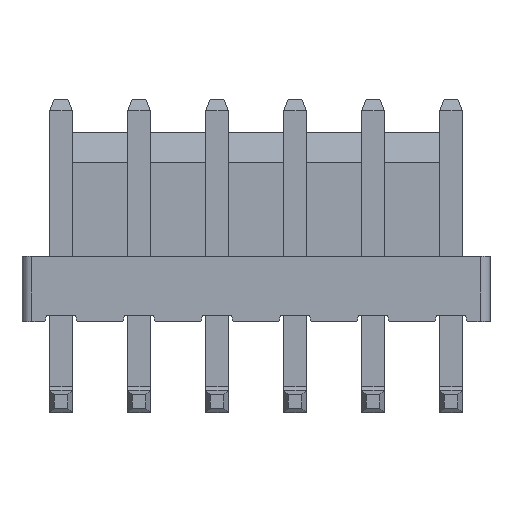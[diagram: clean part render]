
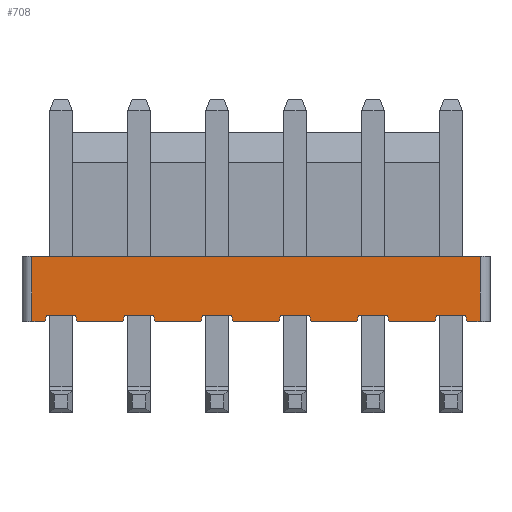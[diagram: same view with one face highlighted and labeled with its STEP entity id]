
A CAD part, top view. The second image highlights one B-rep face of the part: STEP entity #708.
In plain terms, the highlighted planar face has unit normal (0, 0, 1).
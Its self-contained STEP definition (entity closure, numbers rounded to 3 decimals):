
#35=CARTESIAN_POINT('',(5.11,0.,0.));
#36=VERTEX_POINT('',#35);
#37=CARTESIAN_POINT('',(2.81,0.,0.));
#38=VERTEX_POINT('',#37);
#39=CARTESIAN_POINT('',(5.11,0.,0.));
#40=DIRECTION('',(-1.,0.,0.));
#41=VECTOR('',#40,2.3);
#42=LINE('',#39,#41);
#43=EDGE_CURVE('',#36,#38,#42,.T.);
#109=CARTESIAN_POINT('',(9.07,0.,0.));
#110=VERTEX_POINT('',#109);
#111=CARTESIAN_POINT('',(6.77,0.,0.));
#112=VERTEX_POINT('',#111);
#113=CARTESIAN_POINT('',(9.07,0.,0.));
#114=DIRECTION('',(-1.,0.,0.));
#115=VECTOR('',#114,2.3);
#116=LINE('',#113,#115);
#117=EDGE_CURVE('',#110,#112,#116,.T.);
#183=CARTESIAN_POINT('',(13.03,0.,0.));
#184=VERTEX_POINT('',#183);
#185=CARTESIAN_POINT('',(10.73,0.,0.));
#186=VERTEX_POINT('',#185);
#187=CARTESIAN_POINT('',(13.03,0.,0.));
#188=DIRECTION('',(-1.,0.,0.));
#189=VECTOR('',#188,2.3);
#190=LINE('',#187,#189);
#191=EDGE_CURVE('',#184,#186,#190,.T.);
#257=CARTESIAN_POINT('',(16.99,0.,0.));
#258=VERTEX_POINT('',#257);
#259=CARTESIAN_POINT('',(14.69,0.,0.));
#260=VERTEX_POINT('',#259);
#261=CARTESIAN_POINT('',(16.99,0.,0.));
#262=DIRECTION('',(-1.,0.,0.));
#263=VECTOR('',#262,2.3);
#264=LINE('',#261,#263);
#265=EDGE_CURVE('',#258,#260,#264,.T.);
#331=CARTESIAN_POINT('',(20.95,0.,0.));
#332=VERTEX_POINT('',#331);
#333=CARTESIAN_POINT('',(18.65,0.,0.));
#334=VERTEX_POINT('',#333);
#335=CARTESIAN_POINT('',(20.95,0.,0.));
#336=DIRECTION('',(-1.,0.,0.));
#337=VECTOR('',#336,2.3);
#338=LINE('',#335,#337);
#339=EDGE_CURVE('',#332,#334,#338,.T.);
#432=CARTESIAN_POINT('',(1.15,0.,0.));
#433=VERTEX_POINT('',#432);
#440=CARTESIAN_POINT('',(0.5,0.,0.));
#441=VERTEX_POINT('',#440);
#442=CARTESIAN_POINT('',(1.15,0.,0.));
#443=DIRECTION('',(-1.,0.,0.));
#444=VECTOR('',#443,0.65);
#445=LINE('',#442,#444);
#446=EDGE_CURVE('',#433,#441,#445,.T.);
#463=CARTESIAN_POINT('',(23.26,0.,0.));
#464=VERTEX_POINT('',#463);
#465=CARTESIAN_POINT('',(22.61,0.,0.));
#466=VERTEX_POINT('',#465);
#467=CARTESIAN_POINT('',(23.26,0.,0.));
#468=DIRECTION('',(-1.,0.,0.));
#469=VECTOR('',#468,0.65);
#470=LINE('',#467,#469);
#471=EDGE_CURVE('',#464,#466,#470,.T.);
#530=CARTESIAN_POINT('',(5.2,0.3,0.));
#531=VERTEX_POINT('',#530);
#538=CARTESIAN_POINT('',(5.2,0.3,0.));
#539=DIRECTION('',(-0.287,-0.958,0.));
#540=VECTOR('',#539,0.313);
#541=LINE('',#538,#540);
#542=EDGE_CURVE('',#531,#36,#541,.T.);
#547=CARTESIAN_POINT('',(0.,0.,0.));
#548=DIRECTION('',(1.,0.,0.));
#549=DIRECTION('',(0.,0.,1.));
#550=AXIS2_PLACEMENT_3D('',#547,#549,#548);
#551=PLANE('',#550);
#552=ORIENTED_EDGE('',*,*,#446,.F.);
#553=CARTESIAN_POINT('',(1.24,0.3,0.));
#554=VERTEX_POINT('',#553);
#555=CARTESIAN_POINT('',(1.15,0.,0.));
#556=DIRECTION('',(0.287,0.958,0.));
#557=VECTOR('',#556,0.313);
#558=LINE('',#555,#557);
#559=EDGE_CURVE('',#433,#554,#558,.T.);
#560=ORIENTED_EDGE('',*,*,#559,.T.);
#561=CARTESIAN_POINT('',(2.72,0.3,0.));
#562=VERTEX_POINT('',#561);
#563=CARTESIAN_POINT('',(1.24,0.3,0.));
#564=DIRECTION('',(1.,0.,0.));
#565=VECTOR('',#564,1.48);
#566=LINE('',#563,#565);
#567=EDGE_CURVE('',#554,#562,#566,.T.);
#568=ORIENTED_EDGE('',*,*,#567,.T.);
#569=CARTESIAN_POINT('',(2.72,0.3,0.));
#570=DIRECTION('',(0.287,-0.958,0.));
#571=VECTOR('',#570,0.313);
#572=LINE('',#569,#571);
#573=EDGE_CURVE('',#562,#38,#572,.T.);
#574=ORIENTED_EDGE('',*,*,#573,.T.);
#575=ORIENTED_EDGE('',*,*,#43,.F.);
#576=ORIENTED_EDGE('',*,*,#542,.F.);
#577=CARTESIAN_POINT('',(6.68,0.3,0.));
#578=VERTEX_POINT('',#577);
#579=CARTESIAN_POINT('',(5.2,0.3,0.));
#580=DIRECTION('',(1.,0.,0.));
#581=VECTOR('',#580,1.48);
#582=LINE('',#579,#581);
#583=EDGE_CURVE('',#531,#578,#582,.T.);
#584=ORIENTED_EDGE('',*,*,#583,.T.);
#585=CARTESIAN_POINT('',(6.68,0.3,0.));
#586=DIRECTION('',(0.287,-0.958,0.));
#587=VECTOR('',#586,0.313);
#588=LINE('',#585,#587);
#589=EDGE_CURVE('',#578,#112,#588,.T.);
#590=ORIENTED_EDGE('',*,*,#589,.T.);
#591=ORIENTED_EDGE('',*,*,#117,.F.);
#592=CARTESIAN_POINT('',(9.16,0.3,0.));
#593=VERTEX_POINT('',#592);
#594=CARTESIAN_POINT('',(9.07,0.,0.));
#595=DIRECTION('',(0.287,0.958,0.));
#596=VECTOR('',#595,0.313);
#597=LINE('',#594,#596);
#598=EDGE_CURVE('',#110,#593,#597,.T.);
#599=ORIENTED_EDGE('',*,*,#598,.T.);
#600=CARTESIAN_POINT('',(10.64,0.3,0.));
#601=VERTEX_POINT('',#600);
#602=CARTESIAN_POINT('',(9.16,0.3,0.));
#603=DIRECTION('',(1.,0.,0.));
#604=VECTOR('',#603,1.48);
#605=LINE('',#602,#604);
#606=EDGE_CURVE('',#593,#601,#605,.T.);
#607=ORIENTED_EDGE('',*,*,#606,.T.);
#608=CARTESIAN_POINT('',(10.64,0.3,0.));
#609=DIRECTION('',(0.287,-0.958,0.));
#610=VECTOR('',#609,0.313);
#611=LINE('',#608,#610);
#612=EDGE_CURVE('',#601,#186,#611,.T.);
#613=ORIENTED_EDGE('',*,*,#612,.T.);
#614=ORIENTED_EDGE('',*,*,#191,.F.);
#615=CARTESIAN_POINT('',(13.12,0.3,0.));
#616=VERTEX_POINT('',#615);
#617=CARTESIAN_POINT('',(13.03,0.,0.));
#618=DIRECTION('',(0.287,0.958,0.));
#619=VECTOR('',#618,0.313);
#620=LINE('',#617,#619);
#621=EDGE_CURVE('',#184,#616,#620,.T.);
#622=ORIENTED_EDGE('',*,*,#621,.T.);
#623=CARTESIAN_POINT('',(14.6,0.3,0.));
#624=VERTEX_POINT('',#623);
#625=CARTESIAN_POINT('',(13.12,0.3,0.));
#626=DIRECTION('',(1.,0.,0.));
#627=VECTOR('',#626,1.48);
#628=LINE('',#625,#627);
#629=EDGE_CURVE('',#616,#624,#628,.T.);
#630=ORIENTED_EDGE('',*,*,#629,.T.);
#631=CARTESIAN_POINT('',(14.6,0.3,0.));
#632=DIRECTION('',(0.287,-0.958,0.));
#633=VECTOR('',#632,0.313);
#634=LINE('',#631,#633);
#635=EDGE_CURVE('',#624,#260,#634,.T.);
#636=ORIENTED_EDGE('',*,*,#635,.T.);
#637=ORIENTED_EDGE('',*,*,#265,.F.);
#638=CARTESIAN_POINT('',(17.08,0.3,0.));
#639=VERTEX_POINT('',#638);
#640=CARTESIAN_POINT('',(16.99,0.,0.));
#641=DIRECTION('',(0.287,0.958,0.));
#642=VECTOR('',#641,0.313);
#643=LINE('',#640,#642);
#644=EDGE_CURVE('',#258,#639,#643,.T.);
#645=ORIENTED_EDGE('',*,*,#644,.T.);
#646=CARTESIAN_POINT('',(18.56,0.3,0.));
#647=VERTEX_POINT('',#646);
#648=CARTESIAN_POINT('',(17.08,0.3,0.));
#649=DIRECTION('',(1.,0.,0.));
#650=VECTOR('',#649,1.48);
#651=LINE('',#648,#650);
#652=EDGE_CURVE('',#639,#647,#651,.T.);
#653=ORIENTED_EDGE('',*,*,#652,.T.);
#654=CARTESIAN_POINT('',(18.56,0.3,0.));
#655=DIRECTION('',(0.287,-0.958,0.));
#656=VECTOR('',#655,0.313);
#657=LINE('',#654,#656);
#658=EDGE_CURVE('',#647,#334,#657,.T.);
#659=ORIENTED_EDGE('',*,*,#658,.T.);
#660=ORIENTED_EDGE('',*,*,#339,.F.);
#661=CARTESIAN_POINT('',(21.04,0.3,0.));
#662=VERTEX_POINT('',#661);
#663=CARTESIAN_POINT('',(20.95,0.,0.));
#664=DIRECTION('',(0.287,0.958,0.));
#665=VECTOR('',#664,0.313);
#666=LINE('',#663,#665);
#667=EDGE_CURVE('',#332,#662,#666,.T.);
#668=ORIENTED_EDGE('',*,*,#667,.T.);
#669=CARTESIAN_POINT('',(22.52,0.3,0.));
#670=VERTEX_POINT('',#669);
#671=CARTESIAN_POINT('',(21.04,0.3,0.));
#672=DIRECTION('',(1.,0.,0.));
#673=VECTOR('',#672,1.48);
#674=LINE('',#671,#673);
#675=EDGE_CURVE('',#662,#670,#674,.T.);
#676=ORIENTED_EDGE('',*,*,#675,.T.);
#677=CARTESIAN_POINT('',(22.52,0.3,0.));
#678=DIRECTION('',(0.287,-0.958,0.));
#679=VECTOR('',#678,0.313);
#680=LINE('',#677,#679);
#681=EDGE_CURVE('',#670,#466,#680,.T.);
#682=ORIENTED_EDGE('',*,*,#681,.T.);
#683=ORIENTED_EDGE('',*,*,#471,.F.);
#684=CARTESIAN_POINT('',(23.26,3.3,0.));
#685=VERTEX_POINT('',#684);
#686=CARTESIAN_POINT('',(23.26,0.,0.));
#687=DIRECTION('',(0.,1.,0.));
#688=VECTOR('',#687,3.3);
#689=LINE('',#686,#688);
#690=EDGE_CURVE('',#464,#685,#689,.T.);
#691=ORIENTED_EDGE('',*,*,#690,.T.);
#692=CARTESIAN_POINT('',(0.5,3.3,0.));
#693=VERTEX_POINT('',#692);
#694=CARTESIAN_POINT('',(23.26,3.3,0.));
#695=DIRECTION('',(-1.,0.,0.));
#696=VECTOR('',#695,22.76);
#697=LINE('',#694,#696);
#698=EDGE_CURVE('',#685,#693,#697,.T.);
#699=ORIENTED_EDGE('',*,*,#698,.T.);
#700=CARTESIAN_POINT('',(0.5,3.3,0.));
#701=DIRECTION('',(0.,-1.,0.));
#702=VECTOR('',#701,3.3);
#703=LINE('',#700,#702);
#704=EDGE_CURVE('',#693,#441,#703,.T.);
#705=ORIENTED_EDGE('',*,*,#704,.T.);
#706=EDGE_LOOP('',(#552,#560,#568,#574,#575,#576,#584,#590,#591,#599,#607,#613,#614,#622,#630,#636,#637,#645,#653,#659,#660,#668,#676,#682,#683,#691,#699,#705));
#707=FACE_OUTER_BOUND('',#706,.T.);
#708=ADVANCED_FACE('',(#707),#551,.T.);
